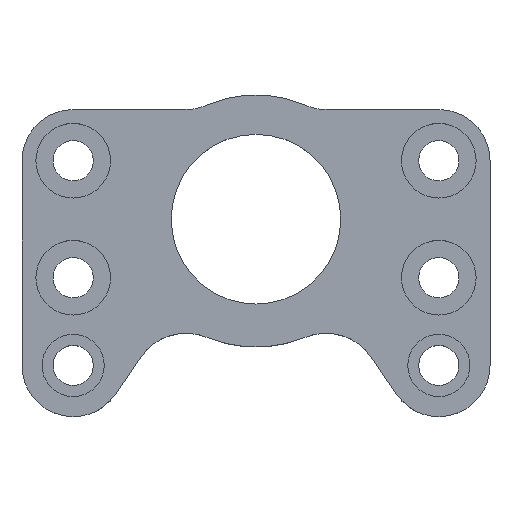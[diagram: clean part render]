
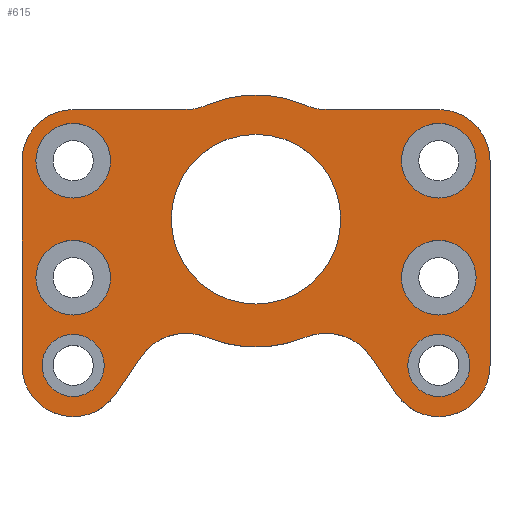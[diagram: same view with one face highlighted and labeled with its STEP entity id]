
A CAD part, top view. The second image highlights one B-rep face of the part: STEP entity #615.
In plain terms, the highlighted planar face has unit normal (0, 0, 1).
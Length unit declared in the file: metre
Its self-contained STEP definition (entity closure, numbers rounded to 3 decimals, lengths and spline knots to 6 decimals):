
#24=LINE('',#1024,#52);
#27=LINE('',#1034,#55);
#30=LINE('',#1038,#58);
#31=LINE('',#1043,#59);
#34=LINE('',#1048,#62);
#38=LINE('',#1060,#66);
#52=VECTOR('',#824,1.);
#55=VECTOR('',#835,1.);
#58=VECTOR('',#840,1.);
#59=VECTOR('',#849,1.);
#62=VECTOR('',#854,1.);
#66=VECTOR('',#866,1.);
#193=ORIENTED_EDGE('',*,*,#313,.F.);
#194=ORIENTED_EDGE('',*,*,#314,.F.);
#195=ORIENTED_EDGE('',*,*,#315,.F.);
#196=ORIENTED_EDGE('',*,*,#316,.F.);
#197=ORIENTED_EDGE('',*,*,#317,.F.);
#198=ORIENTED_EDGE('',*,*,#318,.F.);
#199=ORIENTED_EDGE('',*,*,#319,.F.);
#200=ORIENTED_EDGE('',*,*,#290,.T.);
#201=ORIENTED_EDGE('',*,*,#270,.T.);
#202=ORIENTED_EDGE('',*,*,#287,.T.);
#203=ORIENTED_EDGE('',*,*,#285,.T.);
#204=ORIENTED_EDGE('',*,*,#282,.T.);
#205=ORIENTED_EDGE('',*,*,#279,.T.);
#206=ORIENTED_EDGE('',*,*,#276,.T.);
#207=ORIENTED_EDGE('',*,*,#305,.T.);
#208=ORIENTED_EDGE('',*,*,#302,.T.);
#209=ORIENTED_EDGE('',*,*,#299,.T.);
#210=ORIENTED_EDGE('',*,*,#296,.T.);
#211=ORIENTED_EDGE('',*,*,#266,.T.);
#212=ORIENTED_EDGE('',*,*,#293,.T.);
#213=ORIENTED_EDGE('',*,*,#262,.T.);
#214=ORIENTED_EDGE('',*,*,#291,.T.);
#215=ORIENTED_EDGE('',*,*,#258,.T.);
#258=EDGE_CURVE('',#334,#335,#394,.T.);
#262=EDGE_CURVE('',#338,#339,#396,.T.);
#266=EDGE_CURVE('',#342,#343,#398,.T.);
#270=EDGE_CURVE('',#346,#347,#400,.T.);
#276=EDGE_CURVE('',#353,#352,#403,.T.);
#279=EDGE_CURVE('',#355,#353,#405,.T.);
#282=EDGE_CURVE('',#357,#355,#24,.T.);
#285=EDGE_CURVE('',#359,#357,#407,.T.);
#287=EDGE_CURVE('',#347,#359,#27,.T.);
#290=EDGE_CURVE('',#335,#346,#30,.T.);
#291=EDGE_CURVE('',#339,#334,#408,.T.);
#293=EDGE_CURVE('',#343,#338,#31,.T.);
#296=EDGE_CURVE('',#361,#342,#34,.T.);
#299=EDGE_CURVE('',#363,#361,#411,.T.);
#302=EDGE_CURVE('',#365,#363,#38,.T.);
#305=EDGE_CURVE('',#352,#365,#413,.T.);
#313=EDGE_CURVE('',#373,#373,#421,.T.);
#314=EDGE_CURVE('',#374,#374,#422,.T.);
#315=EDGE_CURVE('',#375,#375,#423,.T.);
#316=EDGE_CURVE('',#376,#376,#424,.T.);
#317=EDGE_CURVE('',#377,#377,#425,.T.);
#318=EDGE_CURVE('',#378,#378,#426,.T.);
#319=EDGE_CURVE('',#379,#379,#427,.T.);
#334=VERTEX_POINT('',#972);
#335=VERTEX_POINT('',#973);
#338=VERTEX_POINT('',#981);
#339=VERTEX_POINT('',#982);
#342=VERTEX_POINT('',#990);
#343=VERTEX_POINT('',#991);
#346=VERTEX_POINT('',#999);
#347=VERTEX_POINT('',#1000);
#352=VERTEX_POINT('',#1011);
#353=VERTEX_POINT('',#1013);
#355=VERTEX_POINT('',#1019);
#357=VERTEX_POINT('',#1025);
#359=VERTEX_POINT('',#1031);
#361=VERTEX_POINT('',#1049);
#363=VERTEX_POINT('',#1055);
#365=VERTEX_POINT('',#1061);
#373=VERTEX_POINT('',#1083);
#374=VERTEX_POINT('',#1085);
#375=VERTEX_POINT('',#1087);
#376=VERTEX_POINT('',#1089);
#377=VERTEX_POINT('',#1091);
#378=VERTEX_POINT('',#1093);
#379=VERTEX_POINT('',#1095);
#394=CIRCLE('',#665,0.007);
#396=CIRCLE('',#668,0.007);
#398=CIRCLE('',#671,0.007);
#400=CIRCLE('',#674,0.007);
#403=CIRCLE('',#678,0.0175);
#405=CIRCLE('',#681,0.0075);
#407=CIRCLE('',#685,0.007);
#408=CIRCLE('',#689,0.017);
#411=CIRCLE('',#695,0.007);
#413=CIRCLE('',#699,0.0075);
#421=CIRCLE('',#709,0.0051);
#422=CIRCLE('',#710,0.0051);
#423=CIRCLE('',#711,0.0051);
#424=CIRCLE('',#712,0.0051);
#425=CIRCLE('',#713,0.00425);
#426=CIRCLE('',#714,0.00425);
#427=CIRCLE('',#715,0.0116);
#466=EDGE_LOOP('',(#193));
#467=EDGE_LOOP('',(#194));
#468=EDGE_LOOP('',(#195));
#469=EDGE_LOOP('',(#196));
#470=EDGE_LOOP('',(#197));
#471=EDGE_LOOP('',(#198));
#472=EDGE_LOOP('',(#199));
#473=EDGE_LOOP('',(#200,#201,#202,#203,#204,#205,#206,#207,#208,#209,#210,
#211,#212,#213,#214,#215));
#540=FACE_BOUND('',#466,.T.);
#541=FACE_BOUND('',#467,.T.);
#542=FACE_BOUND('',#468,.T.);
#543=FACE_BOUND('',#469,.T.);
#544=FACE_BOUND('',#470,.T.);
#545=FACE_BOUND('',#471,.T.);
#546=FACE_BOUND('',#472,.T.);
#547=FACE_BOUND('',#473,.T.);
#590=PLANE('',#708);
#615=ADVANCED_FACE('',(#540,#541,#542,#543,#544,#545,#546,#547),#590,.F.);
#665=AXIS2_PLACEMENT_3D('',#971,#776,#777);
#668=AXIS2_PLACEMENT_3D('',#980,#784,#785);
#671=AXIS2_PLACEMENT_3D('',#989,#792,#793);
#674=AXIS2_PLACEMENT_3D('',#998,#800,#801);
#678=AXIS2_PLACEMENT_3D('',#1012,#811,#812);
#681=AXIS2_PLACEMENT_3D('',#1018,#818,#819);
#685=AXIS2_PLACEMENT_3D('',#1030,#830,#831);
#689=AXIS2_PLACEMENT_3D('',#1040,#843,#844);
#695=AXIS2_PLACEMENT_3D('',#1054,#860,#861);
#699=AXIS2_PLACEMENT_3D('',#1065,#872,#873);
#708=AXIS2_PLACEMENT_3D('',#1081,#890,#891);
#709=AXIS2_PLACEMENT_3D('',#1082,#892,#893);
#710=AXIS2_PLACEMENT_3D('',#1084,#894,#895);
#711=AXIS2_PLACEMENT_3D('',#1086,#896,#897);
#712=AXIS2_PLACEMENT_3D('',#1088,#898,#899);
#713=AXIS2_PLACEMENT_3D('',#1090,#900,#901);
#714=AXIS2_PLACEMENT_3D('',#1092,#902,#903);
#715=AXIS2_PLACEMENT_3D('',#1094,#904,#905);
#776=DIRECTION('',(0.,0.,-1.));
#777=DIRECTION('',(-1.,0.,0.));
#784=DIRECTION('',(0.,0.,-1.));
#785=DIRECTION('',(-1.,0.,0.));
#792=DIRECTION('',(0.,0.,1.));
#793=DIRECTION('',(-1.,0.,0.));
#800=DIRECTION('',(0.,0.,1.));
#801=DIRECTION('',(-1.,0.,0.));
#811=DIRECTION('',(0.,0.,1.));
#812=DIRECTION('',(-1.,0.,0.));
#818=DIRECTION('',(0.,0.,-1.));
#819=DIRECTION('',(1.,0.,0.));
#824=DIRECTION('',(0.563,0.827,0.));
#830=DIRECTION('',(0.,0.,1.));
#831=DIRECTION('',(1.,0.,0.));
#835=DIRECTION('',(0.,-1.,0.));
#840=DIRECTION('',(-1.,0.,0.));
#843=DIRECTION('',(0.,0.,1.));
#844=DIRECTION('',(-1.,0.,0.));
#849=DIRECTION('',(-1.,0.,0.));
#854=DIRECTION('',(0.,1.,0.));
#860=DIRECTION('',(0.,0.,1.));
#861=DIRECTION('',(-1.,0.,0.));
#866=DIRECTION('',(0.563,-0.827,0.));
#872=DIRECTION('',(0.,0.,-1.));
#873=DIRECTION('',(-1.,0.,0.));
#890=DIRECTION('',(0.,0.,-1.));
#891=DIRECTION('',(-1.,0.,0.));
#892=DIRECTION('',(0.,0.,1.));
#893=DIRECTION('',(1.,0.,0.));
#894=DIRECTION('',(0.,0.,1.));
#895=DIRECTION('',(1.,0.,0.));
#896=DIRECTION('',(0.,0.,1.));
#897=DIRECTION('',(1.,0.,0.));
#898=DIRECTION('',(0.,0.,1.));
#899=DIRECTION('',(1.,0.,0.));
#900=DIRECTION('',(0.,0.,1.));
#901=DIRECTION('',(-1.,0.,0.));
#902=DIRECTION('',(0.,0.,1.));
#903=DIRECTION('',(-1.,0.,0.));
#904=DIRECTION('',(0.,0.,1.));
#905=DIRECTION('',(1.,0.,0.));
#971=CARTESIAN_POINT('',(-0.009592,0.022,0.007));
#972=CARTESIAN_POINT('',(-0.006794,0.015583,0.007));
#973=CARTESIAN_POINT('',(-0.009592,0.015,0.007));
#980=CARTESIAN_POINT('',(0.009592,0.022,0.007));
#981=CARTESIAN_POINT('',(0.009592,0.015,0.007));
#982=CARTESIAN_POINT('',(0.006794,0.015583,0.007));
#989=CARTESIAN_POINT('',(0.025,0.008,0.007));
#990=CARTESIAN_POINT('',(0.032,0.008,0.007));
#991=CARTESIAN_POINT('',(0.025,0.015,0.007));
#998=CARTESIAN_POINT('',(-0.025,0.008,0.007));
#999=CARTESIAN_POINT('',(-0.025,0.015,0.007));
#1000=CARTESIAN_POINT('',(-0.032,0.008,0.007));
#1011=CARTESIAN_POINT('',(0.006697,-0.016168,0.007));
#1012=CARTESIAN_POINT('',(0.,0.,0.007));
#1013=CARTESIAN_POINT('',(-0.006697,-0.016168,0.007));
#1018=CARTESIAN_POINT('',(-0.009567,-0.023097,0.007));
#1019=CARTESIAN_POINT('',(-0.015767,-0.018876,0.007));
#1024=CARTESIAN_POINT('',(-0.015767,-0.018876,0.007));
#1025=CARTESIAN_POINT('',(-0.019214,-0.023939,0.007));
#1030=CARTESIAN_POINT('',(-0.025,-0.02,0.007));
#1031=CARTESIAN_POINT('',(-0.032,-0.02,0.007));
#1034=CARTESIAN_POINT('',(-0.032,-0.02,0.007));
#1038=CARTESIAN_POINT('',(-0.032,0.015,0.007));
#1040=CARTESIAN_POINT('',(0.,0.,0.007));
#1043=CARTESIAN_POINT('',(0.009567,0.015,0.007));
#1048=CARTESIAN_POINT('',(0.032,0.015,0.007));
#1049=CARTESIAN_POINT('',(0.032,-0.02,0.007));
#1054=CARTESIAN_POINT('',(0.025,-0.02,0.007));
#1055=CARTESIAN_POINT('',(0.019214,-0.023939,0.007));
#1060=CARTESIAN_POINT('',(0.015767,-0.018876,0.007));
#1061=CARTESIAN_POINT('',(0.015767,-0.018876,0.007));
#1065=CARTESIAN_POINT('',(0.009567,-0.023097,0.007));
#1081=CARTESIAN_POINT('',(0.009567,-0.023097,0.007));
#1082=CARTESIAN_POINT('',(-0.025,-0.008,0.007));
#1083=CARTESIAN_POINT('',(-0.0199,-0.008,0.007));
#1084=CARTESIAN_POINT('',(0.025,-0.008,0.007));
#1085=CARTESIAN_POINT('',(0.0301,-0.008,0.007));
#1086=CARTESIAN_POINT('',(0.025,0.008,0.007));
#1087=CARTESIAN_POINT('',(0.0301,0.008,0.007));
#1088=CARTESIAN_POINT('',(-0.025,0.008,0.007));
#1089=CARTESIAN_POINT('',(-0.0199,0.008,0.007));
#1090=CARTESIAN_POINT('',(-0.025,-0.02,0.007));
#1091=CARTESIAN_POINT('',(-0.02925,-0.02,0.007));
#1092=CARTESIAN_POINT('',(0.025,-0.02,0.007));
#1093=CARTESIAN_POINT('',(0.02075,-0.02,0.007));
#1094=CARTESIAN_POINT('',(0.,0.,0.007));
#1095=CARTESIAN_POINT('',(0.0116,0.,0.007));
